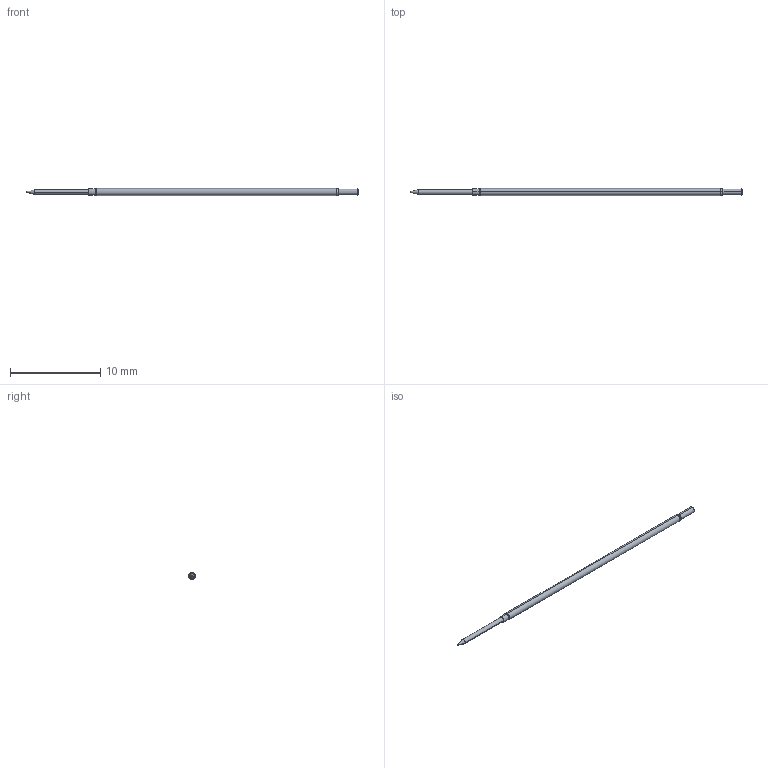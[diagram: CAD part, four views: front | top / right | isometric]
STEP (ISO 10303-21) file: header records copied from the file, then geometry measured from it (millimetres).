
FILE_DESCRIPTION (( 'STEP AP214' ), '1' );
FILE_NAME ('X39-PRP2541_-_.STEP', '2016-06-09T14:28:08', ( 'spare' ), ( '' ), 'SwSTEP 2.0', 'SolidWorks 2016', '' );
FILE_SCHEMA (( 'AUTOMOTIVE_DESIGN' ));
Length unit declared in the file: inch
Products named in the file (1): X39-PRP2541_-_
Bounding box: 36.83 x 0.78 x 0.78 mm (x, y, z)
Volume: 15.4 mm3; surface area: 84 mm2
Topology: 1 solids, 1 shells, 29 faces, 57 edges, 31 vertices
Faces by surface type: torus 10, cylinder 9, cone 7, plane 3
Entity records: 1161 total; most frequent: DIRECTION 158, CARTESIAN_POINT 118, ORIENTED_EDGE 114, AXIS2_PLACEMENT_3D 71, EDGE_CURVE 57, CIRCLE 41, DIMENSIONAL_EXPONENTS 32, LENGTH_MEASURE_WITH_UNIT 32
